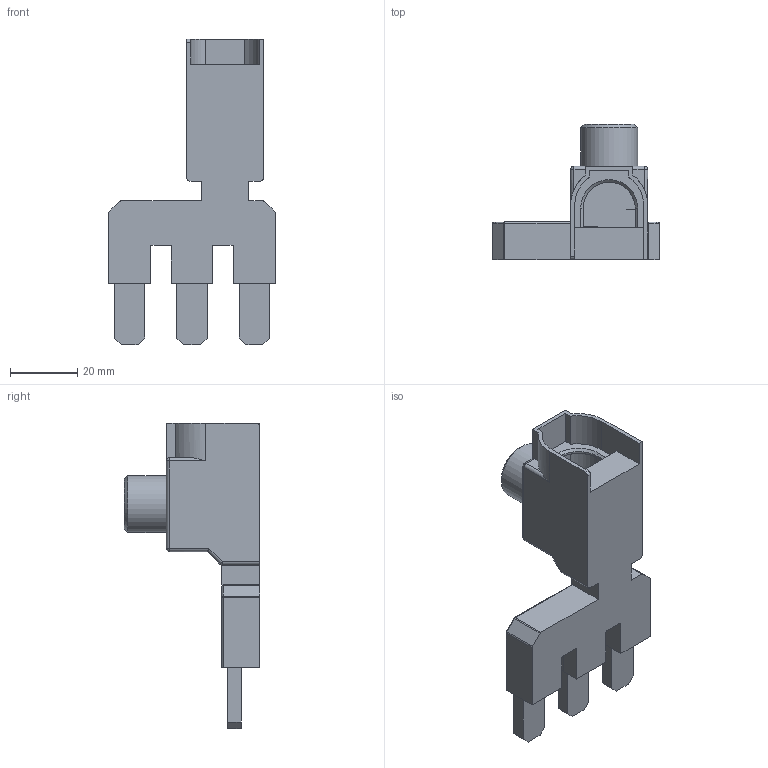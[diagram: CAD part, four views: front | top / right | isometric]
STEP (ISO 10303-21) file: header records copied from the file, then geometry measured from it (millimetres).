
FILE_DESCRIPTION(/* description */ (''),/* implementation_level */ '2;1');
FILE_NAME(/* name */ 'STP-Bauteil1.stp',/* time_stamp */ '2019-10-17T14:42:35+02:00',/* author */ ('S.Hauser'),/* organization */ ('FTG Friedrich Goehringer Elektrotechnik GmbH'),/* preprocessor_version */ 'ST-DEVELOPER v16.1',/* originating_system */ 'Autodesk Inventor 2016',/* authorisation */ '');
FILE_SCHEMA (('AUTOMOTIVE_DESIGN { 1 0 10303 214 3 1 1 }'));
Length unit declared in the file: millimetre
Products named in the file (1): Bauteil1
Bounding box: 49.8 x 40.2 x 90.7 mm (x, y, z)
Volume: 30972.8 mm3; surface area: 20715.2 mm2
Topology: 1 solids, 5 shells, 243 faces, 643 edges, 406 vertices
Faces by surface type: plane 156, cylinder 64, sphere 10, cone 8, torus 5
Full cylindrical faces by diameter (mm): 6.928 x1, 8 x1, 14 x1, 14.5 x1, 16.9 x1
Entity records: 7607 total; most frequent: CARTESIAN_POINT 1322, ORIENTED_EDGE 1246, DIRECTION 1235, EDGE_CURVE 623, LINE 483, VECTOR 483, VERTEX_POINT 403, AXIS2_PLACEMENT_3D 376
